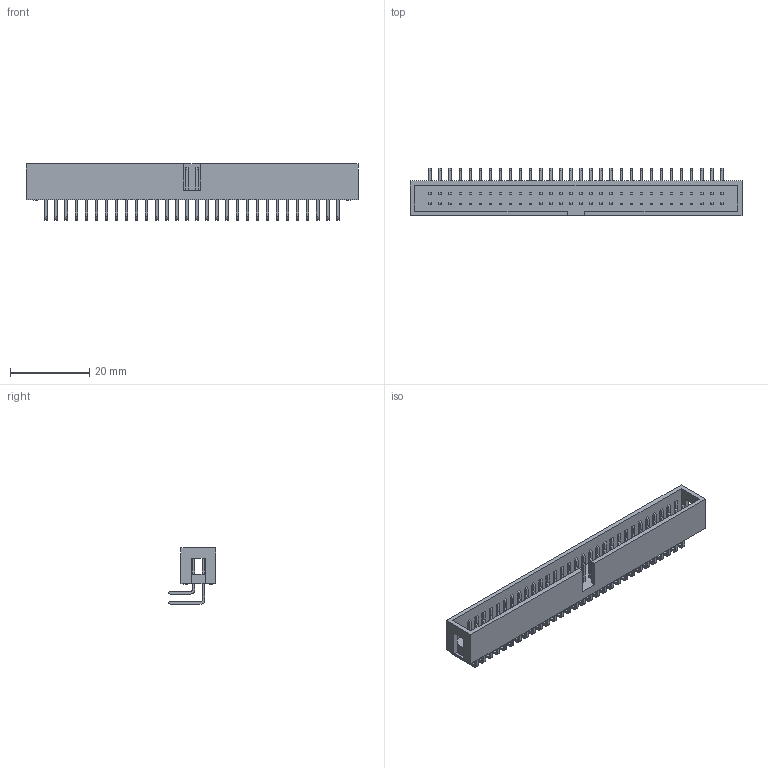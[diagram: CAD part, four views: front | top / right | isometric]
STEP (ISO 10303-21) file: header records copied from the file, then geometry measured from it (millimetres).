
FILE_DESCRIPTION(('STEP AP214'),'1');
FILE_NAME('header_awhw60a-0202-t.stp','2015-04-29T15:08:01',('TraceParts'),('TraceParts S.A.'),'XStep 1.0',' ',' ');
FILE_SCHEMA(('automotive_design'));
Length unit declared in the file: millimetre
Products named in the file (1): 1
Bounding box: 83.82 x 12.03 x 14.18 mm (x, y, z)
Volume: 3463 mm3; surface area: 6763.2 mm2
Topology: 1 solids, 1 shells, 1122 faces, 2996 edges, 1996 vertices
Faces by surface type: plane 1002, cylinder 120
Entity records: 68388 total; most frequent: CARTESIAN_POINT 6115, STYLED_ITEM 6114, PRESENTATION_STYLE_ASSIGNMENT 6114, COLOUR_RGB 6114, ORIENTED_EDGE 5992, DIRECTION 5482, EDGE_CURVE 2996, CURVE_STYLE 2996
